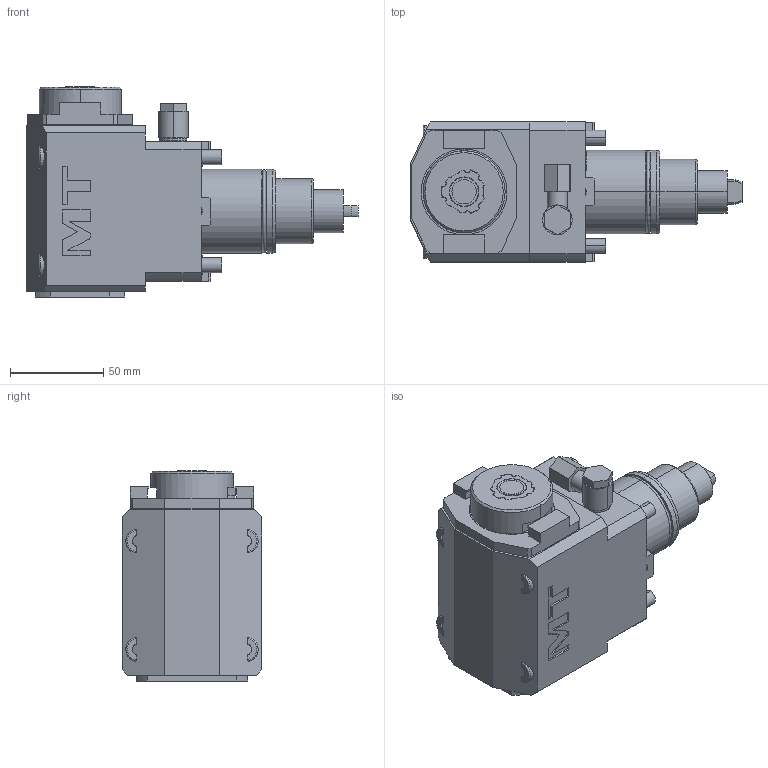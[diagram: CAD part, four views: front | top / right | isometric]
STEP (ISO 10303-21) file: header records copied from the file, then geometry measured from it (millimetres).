
FILE_DESCRIPTION((''),'2;1');
FILE_NAME('DWO2290320_CONF','2023-03-23T11:07:48',('smalpassi'),('M.T. srl'),'CREO PARAMETRIC BY PTC INC, 2021072','CREO PARAMETRIC BY PTC INC, 2021072','');
FILE_SCHEMA(('CONFIG_CONTROL_DESIGN'));
Length unit declared in the file: millimetre
Products named in the file (1): DWO2290320_CONF
Bounding box: 178 x 75 x 112.71 mm (x, y, z)
Volume: 722982.3 mm3; surface area: 65407.9 mm2
Topology: 1 solids, 1 shells, 352 faces, 878 edges, 574 vertices
Faces by surface type: plane 204, cylinder 88, cone 33, torus 17, bspline 6, extrusion 4
Entity records: 11379 total; most frequent: CARTESIAN_POINT 2825, DIRECTION 1762, ORIENTED_EDGE 1756, EDGE_CURVE 878, AXIS2_PLACEMENT_3D 606, VERTEX_POINT 574, VECTOR 550, LINE 546
